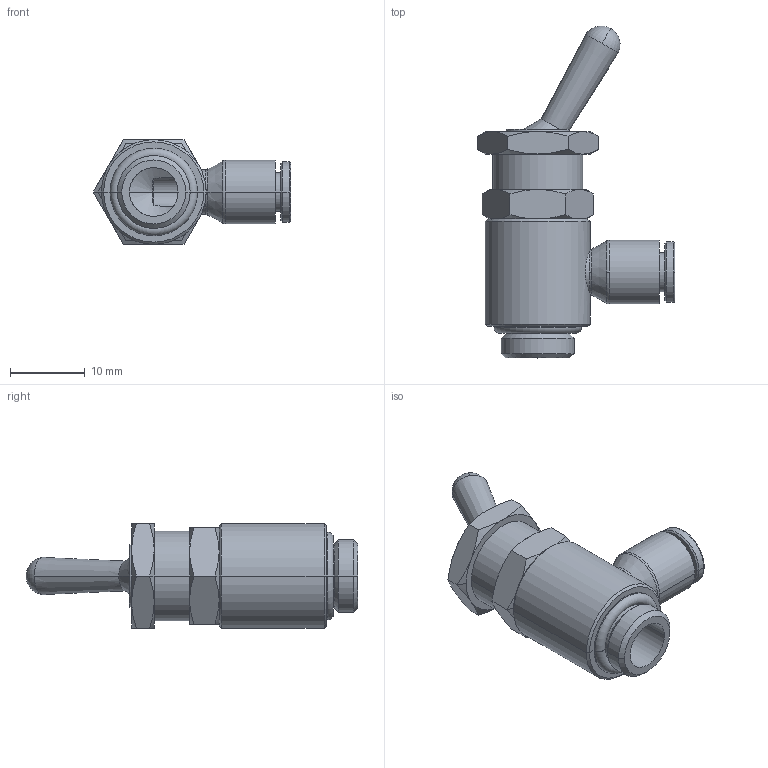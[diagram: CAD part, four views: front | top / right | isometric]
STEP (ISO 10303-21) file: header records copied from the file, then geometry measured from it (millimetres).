
FILE_DESCRIPTION(('STEP AP214'),'1');
FILE_NAME('7801_04_10.stp','2016-07-07T14:58:57',('TraceParts'),('TraceParts S.A.'),'Spatial InterOp 3D',' ',' ');
FILE_SCHEMA(('automotive_design'));
Length unit declared in the file: millimetre
Products named in the file (2): 1; 2
Bounding box: 26.39 x 44.38 x 14 mm (x, y, z)
Volume: 4527.2 mm3; surface area: 3068.5 mm2
Topology: 2 solids, 2 shells, 129 faces, 299 edges, 180 vertices
Faces by surface type: cone 62, cylinder 26, plane 25, torus 16
Entity records: 4044 total; most frequent: CARTESIAN_POINT 1134, DIRECTION 650, ORIENTED_EDGE 596, EDGE_CURVE 298, AXIS2_PLACEMENT_3D 286, VERTEX_POINT 180, CIRCLE 149, EDGE_LOOP 140
